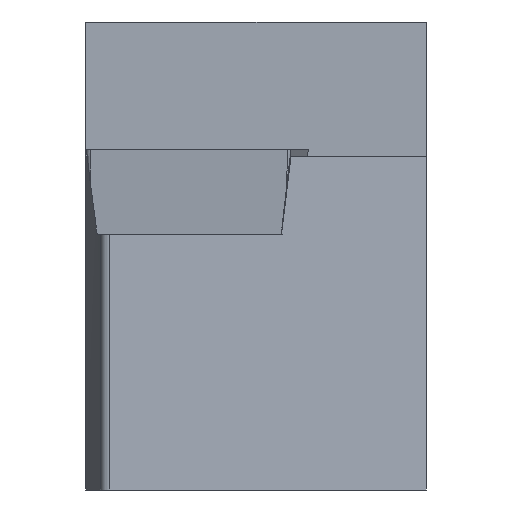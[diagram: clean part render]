
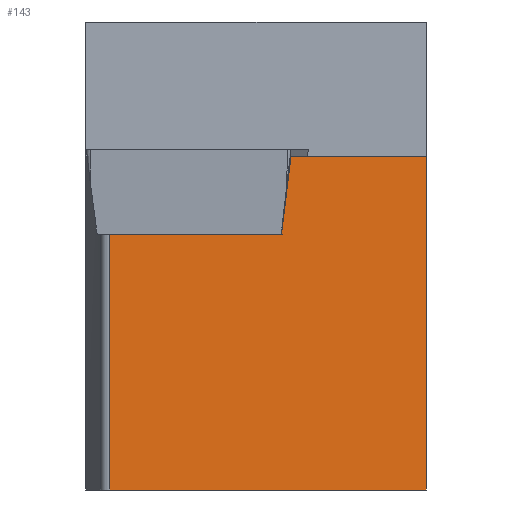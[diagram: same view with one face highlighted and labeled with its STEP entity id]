
A CAD part, left-side view. The second image highlights one B-rep face of the part: STEP entity #143.
In plain terms, the highlighted planar face has unit normal (-0.996, -0.087, 0).
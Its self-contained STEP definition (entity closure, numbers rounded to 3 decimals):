
#143=ADVANCED_FACE('',(#191),#168,.F.);
#168=PLANE('',#611);
#191=FACE_OUTER_BOUND('',#218,.T.);
#218=EDGE_LOOP('',(#295,#296,#297,#298,#299,#300));
#295=ORIENTED_EDGE('',*,*,#447,.F.);
#296=ORIENTED_EDGE('',*,*,#417,.F.);
#297=ORIENTED_EDGE('',*,*,#438,.F.);
#298=ORIENTED_EDGE('',*,*,#418,.T.);
#299=ORIENTED_EDGE('',*,*,#442,.F.);
#300=ORIENTED_EDGE('',*,*,#448,.T.);
#371=VERTEX_POINT('',#774);
#372=VERTEX_POINT('',#776);
#373=VERTEX_POINT('',#780);
#374=VERTEX_POINT('',#781);
#389=VERTEX_POINT('',#827);
#392=VERTEX_POINT('',#838);
#417=EDGE_CURVE('',#372,#371,#482,.T.);
#418=EDGE_CURVE('',#373,#374,#483,.T.);
#438=EDGE_CURVE('',#373,#372,#503,.T.);
#442=EDGE_CURVE('',#389,#374,#506,.T.);
#447=EDGE_CURVE('',#371,#392,#508,.T.);
#448=EDGE_CURVE('',#389,#392,#509,.T.);
#482=LINE('',#777,#539);
#483=LINE('',#779,#540);
#503=LINE('',#820,#560);
#506=LINE('',#828,#563);
#508=LINE('',#837,#565);
#509=LINE('',#839,#566);
#539=VECTOR('',#642,1.);
#540=VECTOR('',#645,1.);
#560=VECTOR('',#677,1.);
#563=VECTOR('',#686,1.);
#565=VECTOR('',#698,1.);
#566=VECTOR('',#699,1.);
#611=AXIS2_PLACEMENT_3D('',#840,#700,#701);
#642=DIRECTION('',(0.,0.,1.));
#645=DIRECTION('',(0.,0.,1.));
#677=DIRECTION('',(-0.087,0.996,0.));
#686=DIRECTION('',(0.087,-0.996,0.));
#698=DIRECTION('',(0.087,-0.996,0.));
#699=DIRECTION('',(-0.011,0.123,-0.992));
#700=DIRECTION('',(0.996,0.087,0.));
#701=DIRECTION('',(0.087,-0.996,0.));
#774=CARTESIAN_POINT('',(0.688,14.879,-3.97));
#776=CARTESIAN_POINT('',(0.688,14.879,-16.));
#777=CARTESIAN_POINT('',(0.688,14.879,160.502));
#779=CARTESIAN_POINT('',(1.99,0.,160.502));
#780=CARTESIAN_POINT('',(1.99,0.,-16.));
#781=CARTESIAN_POINT('',(1.99,0.,-0.3));
#820=CARTESIAN_POINT('',(1.974,0.173,-16.));
#827=CARTESIAN_POINT('',(1.434,6.35,-0.3));
#828=CARTESIAN_POINT('',(1.974,0.173,-0.3));
#837=CARTESIAN_POINT('',(1.99,0.,-3.97));
#838=CARTESIAN_POINT('',(1.394,6.806,-3.97));
#839=CARTESIAN_POINT('',(3.163,-13.414,158.823));
#840=CARTESIAN_POINT('',(1.99,0.,160.502));
